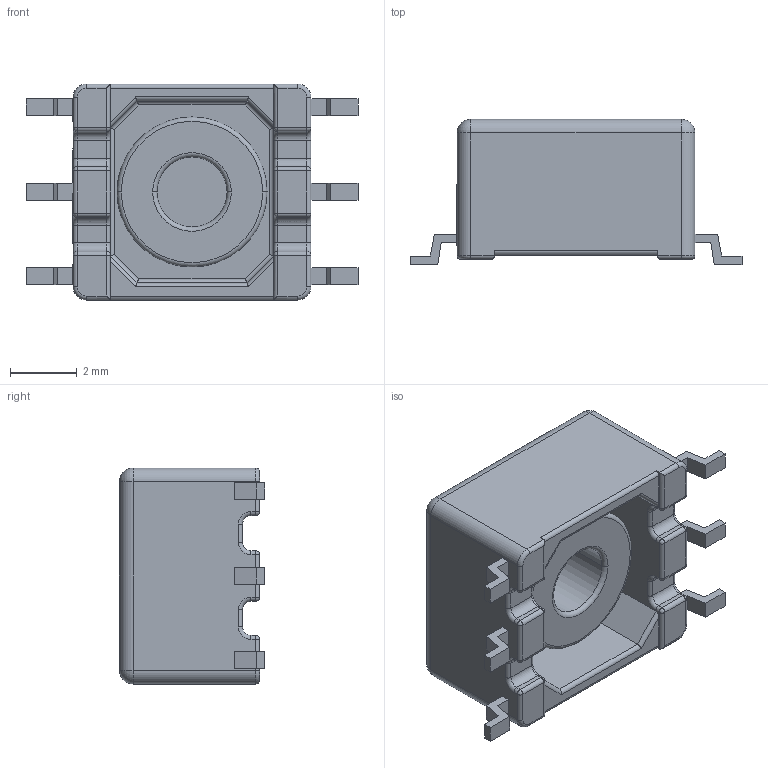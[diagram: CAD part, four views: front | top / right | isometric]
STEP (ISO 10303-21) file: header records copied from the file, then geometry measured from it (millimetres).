
FILE_DESCRIPTION (( 'STEP AP203' ), '1' );
FILE_NAME ('TOR_1410.STEP', '2022-09-21T18:53:25', ( '' ), ( '' ), 'SwSTEP 2.0', 'SolidWorks 2022', '' );
FILE_SCHEMA (( 'CONFIG_CONTROL_DESIGN' ));
Length unit declared in the file: millimetre
Products named in the file (3): 150-3336_6A; 250-1410_6A; TOR_1410
Assembly tree (2 placements, depth 2):
  TOR_1410
    250-1410_6A
    150-3336_6A
Bounding box: 9.96 x 4.35 x 6.48 mm (x, y, z)
Volume: 128.5 mm3; surface area: 362.7 mm2
Topology: 2 solids, 2 shells, 224 faces, 534 edges, 300 vertices
Faces by surface type: plane 92, cylinder 84, torus 28, sphere 20
Entity records: 6491 total; most frequent: DIRECTION 1120, CARTESIAN_POINT 1103, ORIENTED_EDGE 1028, EDGE_CURVE 514, AXIS2_PLACEMENT_3D 397, LINE 326, VECTOR 326, VERTEX_POINT 300
